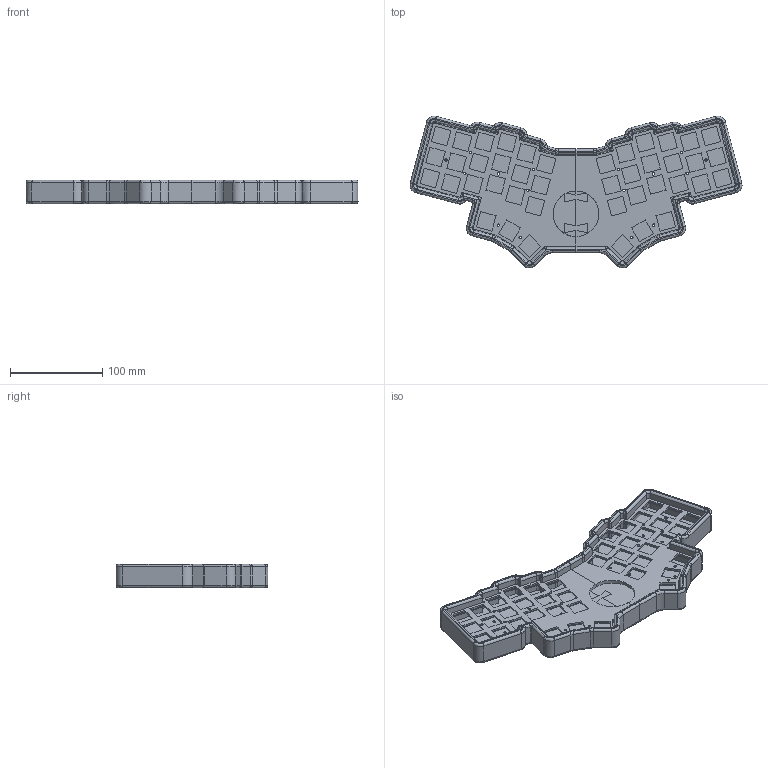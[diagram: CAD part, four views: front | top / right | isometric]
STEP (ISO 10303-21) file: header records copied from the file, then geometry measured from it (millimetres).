
FILE_DESCRIPTION(('FreeCAD Model'),'2;1');
FILE_NAME('Open CASCADE Shape Model','2025-05-03T21:49:13',('FreeCAD'),( 'FreeCAD'),'Open CASCADE STEP processor 7.6','FreeCAD','Unknown');
FILE_SCHEMA(('AUTOMOTIVE_DESIGN { 1 0 10303 214 1 1 1 1 }'));
Products named in the file (1): Open CASCADE STEP translator 7.6 1
Bounding box: 360.44 x 164.69 x 25.53 mm (x, y, z)
Volume: 337079.6 mm3; surface area: 184665.9 mm2
Topology: 9 solids, 9 shells, 1251 faces, 3252 edges, 2053 vertices
Faces by surface type: bspline 1251
Entity records: 36102 total; most frequent: CARTESIAN_POINT 16950, ORIENTED_EDGE 6480, EDGE_CURVE 3240, B_SPLINE_CURVE_WITH_KNOTS 2406, VERTEX_POINT 2053, FACE_BOUND 1457, EDGE_LOOP 1457, ADVANCED_FACE 1251
